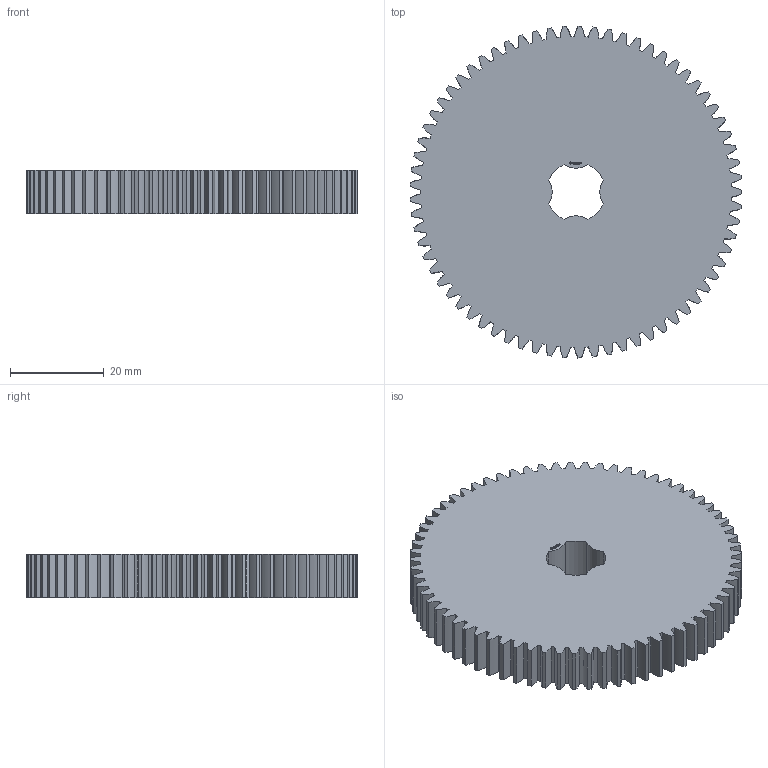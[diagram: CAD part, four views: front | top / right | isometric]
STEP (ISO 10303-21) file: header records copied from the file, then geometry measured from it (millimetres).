
FILE_DESCRIPTION(('FreeCAD Model'),'2;1');
FILE_NAME('Open CASCADE Shape Model','2024-03-10T23:02:11',(''),(''), 'Open CASCADE STEP processor 7.6','FreeCAD','Unknown');
FILE_SCHEMA(('AUTOMOTIVE_DESIGN { 1 0 10303 214 1 1 1 1 }'));
Products named in the file (1): Gear Wheel PLN TTH69 BU00.75 SFT-SHD - SPN-GWH-0255 (stemfie.org)
Bounding box: 70.98 x 71 x 9.38 mm (x, y, z)
Volume: 33877.9 mm3; surface area: 11708.4 mm2
Topology: 1 solids, 1 shells, 759 faces, 2184 edges, 1456 vertices
Faces by surface type: extrusion 430, plane 321, cylinder 8
Entity records: 71378 total; most frequent: CARTESIAN_POINT 25498, DIRECTION 5938, VECTOR 5230, LINE 4800, ORIENTED_EDGE 4368, PCURVE 4368, DEFINITIONAL_REPRESENTATION 4368, EDGE_CURVE 2184
